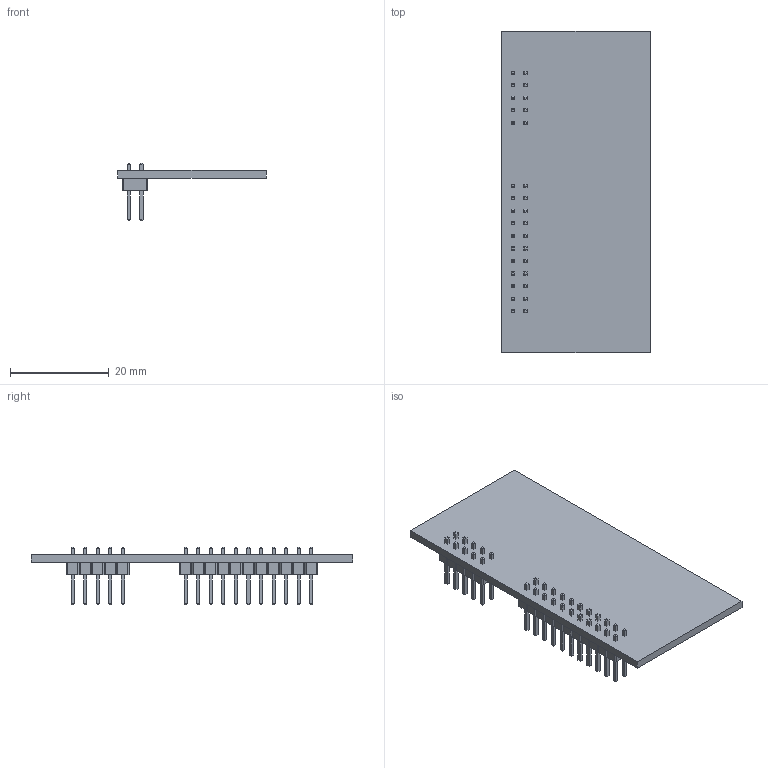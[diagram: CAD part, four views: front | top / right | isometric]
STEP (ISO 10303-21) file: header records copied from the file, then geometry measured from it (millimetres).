
FILE_DESCRIPTION(/* description */ (''),/* implementation_level */ '2;1');
FILE_NAME(/* name */ 'raspi v3.step',/* time_stamp */ '2021-05-06T22:29:31+09:00',/* author */ (''),/* organization */ (''),/* preprocessor_version */ 'ST-DEVELOPER v18.1',/* originating_system */ 'Autodesk Translation Framework v10.6.0.1341',/* authorisation */ '');
FILE_SCHEMA (('AUTOMOTIVE_DESIGN { 1 0 10303 214 3 1 1 }'));
Length unit declared in the file: millimetre
Products named in the file (3): raspi; PinHeader_2x05_P2.54mm_Vertical; PinHeader_2x11_P2.54mm_Vertical
Assembly tree (2 placements, depth 2):
  raspi
    PinHeader_2x05_P2.54mm_Vertical
    PinHeader_2x11_P2.54mm_Vertical
Bounding box: 30 x 65 x 11.54 mm (x, y, z)
Volume: 3755.4 mm3; surface area: 5602 mm2
Topology: 3 solids, 3 shells, 686 faces, 1592 edges, 976 vertices
Faces by surface type: plane 686
Entity records: 19515 total; most frequent: CARTESIAN_POINT 3259, ORIENTED_EDGE 3184, DIRECTION 2974, LINE 1592, VECTOR 1592, EDGE_CURVE 1592, VERTEX_POINT 976, EDGE_LOOP 750
